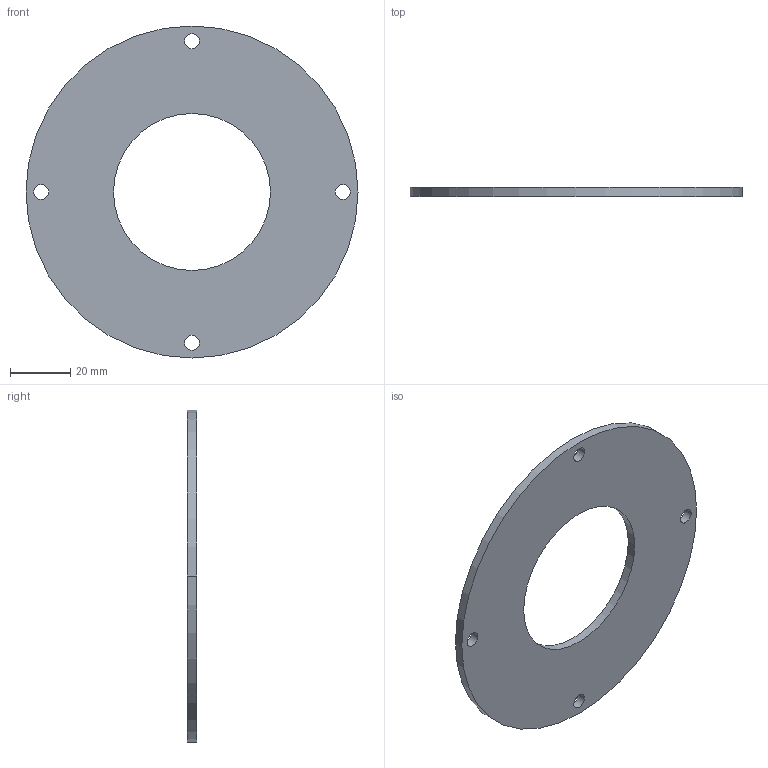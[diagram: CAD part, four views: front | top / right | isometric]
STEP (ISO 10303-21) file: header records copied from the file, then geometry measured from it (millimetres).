
FILE_DESCRIPTION((''),'2;1');
FILE_NAME('OBMP-SAR-P3-1262','2023-10-10T19:27:59',('ccha425'),('Department of Mechanical Engineering, The University of Auckland'),'CREO PARAMETRIC BY PTC INC, 2017260','CREO PARAMETRIC BY PTC INC, 2017260','');
FILE_SCHEMA(('CONFIG_CONTROL_DESIGN'));
Length unit declared in the file: millimetre
Products named in the file (1): OBMP-SAR-P3-1262
Bounding box: 110 x 3 x 110 mm (x, y, z)
Volume: 21903.2 mm3; surface area: 16317.4 mm2
Topology: 1 solids, 1 shells, 14 faces, 36 edges, 24 vertices
Faces by surface type: cylinder 12, plane 2
Entity records: 502 total; most frequent: DIRECTION 88, CARTESIAN_POINT 74, ORIENTED_EDGE 72, AXIS2_PLACEMENT_3D 38, EDGE_CURVE 36, VERTEX_POINT 24, EDGE_LOOP 24, CIRCLE 24
